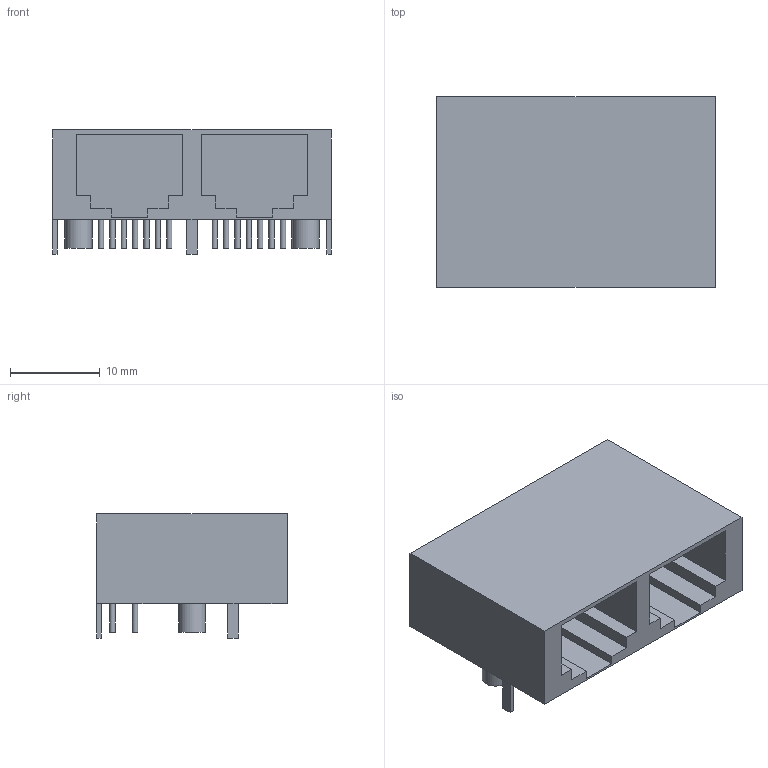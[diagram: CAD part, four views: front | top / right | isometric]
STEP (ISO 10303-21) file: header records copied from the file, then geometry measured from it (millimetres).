
FILE_DESCRIPTION(('FreeCAD Model'),'2;1');
FILE_NAME('Open CASCADE Shape Model','2021-05-02T15:49:16',('Author'),( ''),'Open CASCADE STEP processor 7.5','FreeCAD','Unknown');
FILE_SCHEMA(('AUTOMOTIVE_DESIGN { 1 0 10303 214 1 1 1 1 }'));
Length unit declared in the file: millimetre
Products named in the file (1): Body001
Bounding box: 31.12 x 21.27 x 13.85 mm (x, y, z)
Volume: 3166.5 mm3; surface area: 4091.3 mm2
Topology: 1 solids, 1 shells, 83 faces, 177 edges, 116 vertices
Faces by surface type: plane 65, cylinder 18
Full cylindrical faces by diameter (mm): 0.6 x16, 3 x2
Entity records: 4542 total; most frequent: DIRECTION 735, CARTESIAN_POINT 731, LINE 459, VECTOR 459, ORIENTED_EDGE 354, PCURVE 354, DEFINITIONAL_REPRESENTATION 354, EDGE_CURVE 177
